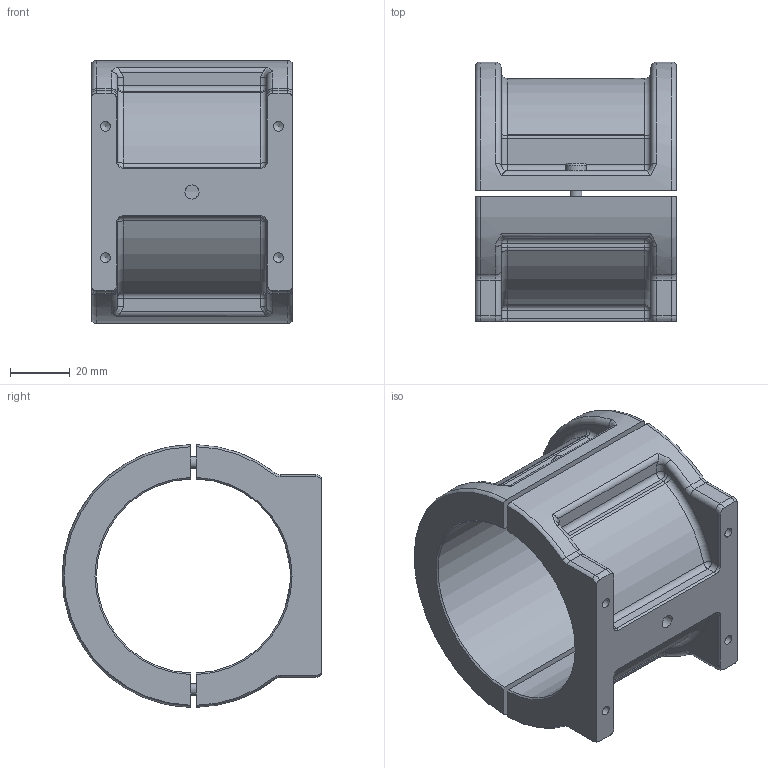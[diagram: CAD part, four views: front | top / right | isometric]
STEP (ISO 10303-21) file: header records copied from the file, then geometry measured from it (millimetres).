
FILE_DESCRIPTION(/* description */ (''),/* implementation_level */ '2;1');
FILE_NAME(/* name */ '36378_00168649_001.stp',/* time_stamp */ '2022-05-03T11:33:18+02:00',/* author */ (''),/* organization */ (''),/* preprocessor_version */ 'ST-DEVELOPER v16',/* originating_system */ 'SIEMENS PLM Software NX 10.0',/* authorisation */ '');
FILE_SCHEMA (('AP203_CONFIGURATION_CONTROLLED_3D_DESIGN_OF_MECHANICAL_PARTS_AND_ASSEMBLIES_MIM_LF { 1 0 10303 403 2 1 2}'));
Length unit declared in the file: millimetre
Products named in the file (1): Froe36EC5487ajt0
Bounding box: 67 x 87 x 87.98 mm (x, y, z)
Volume: 128107.7 mm3; surface area: 47872.5 mm2
Topology: 1 solids, 4 shells, 277 faces, 912 edges, 690 vertices
Faces by surface type: cylinder 134, plane 63, torus 36, bspline 20, sphere 12, cone 12
Full cylindrical faces by diameter (mm): 3.3 x6, 4 x2, 4.72 x1, 5 x2, 7 x2, 8 x2
Entity records: 13247 total; most frequent: CARTESIAN_POINT 5930, ORIENTED_EDGE 1700, DIRECTION 1180, EDGE_CURVE 852, VERTEX_POINT 674, AXIS2_PLACEMENT_3D 495, B_SPLINE_CURVE_WITH_KNOTS 407, EDGE_LOOP 371
